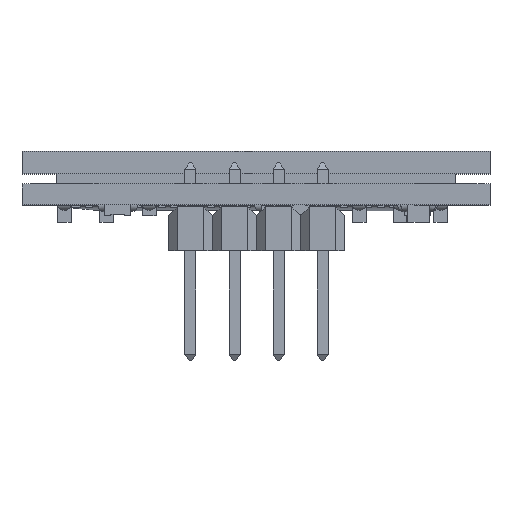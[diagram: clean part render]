
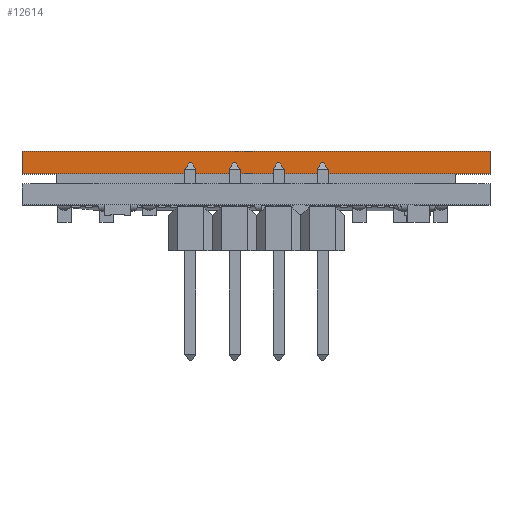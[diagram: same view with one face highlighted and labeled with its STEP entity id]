
A CAD part, top view. The second image highlights one B-rep face of the part: STEP entity #12614.
In plain terms, the highlighted planar face has unit normal (0, 0, 1).
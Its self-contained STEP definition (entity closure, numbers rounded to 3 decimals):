
#899=FACE_OUTER_BOUND('',#1623,.T.);
#1623=EDGE_LOOP('',(#10070,#10071,#10072,#10073));
#2987=LINE('',#20318,#4498);
#2992=LINE('',#20329,#4503);
#2997=LINE('',#20337,#4508);
#2998=LINE('',#20338,#4509);
#4498=VECTOR('',#15881,1.3);
#4503=VECTOR('',#15890,1.3);
#4508=VECTOR('',#15897,27.);
#4509=VECTOR('',#15898,27.);
#5789=VERTEX_POINT('',#20315);
#5790=VERTEX_POINT('',#20317);
#5793=VERTEX_POINT('',#20327);
#5794=VERTEX_POINT('',#20328);
#7300=EDGE_CURVE('',#5789,#5790,#2987,.T.);
#7305=EDGE_CURVE('',#5793,#5794,#2992,.T.);
#7310=EDGE_CURVE('',#5794,#5789,#2997,.T.);
#7311=EDGE_CURVE('',#5790,#5793,#2998,.T.);
#10070=ORIENTED_EDGE('',*,*,#7300,.F.);
#10071=ORIENTED_EDGE('',*,*,#7310,.F.);
#10072=ORIENTED_EDGE('',*,*,#7305,.F.);
#10073=ORIENTED_EDGE('',*,*,#7311,.F.);
#11857=PLANE('',#13423);
#12614=ADVANCED_FACE('',(#899),#11857,.T.);
#13423=AXIS2_PLACEMENT_3D('',#20336,#15895,#15896);
#15881=DIRECTION('',(0.,1.,0.));
#15890=DIRECTION('',(0.,-1.,0.));
#15895=DIRECTION('center_axis',(0.,0.,1.));
#15896=DIRECTION('ref_axis',(1.,0.,0.));
#15897=DIRECTION('',(-1.,0.,0.));
#15898=DIRECTION('',(1.,0.,0.));
#20315=CARTESIAN_POINT('',(-13.5,1.8,9.6));
#20317=CARTESIAN_POINT('',(-13.5,3.1,9.6));
#20318=CARTESIAN_POINT('',(-13.5,1.8,9.6));
#20327=CARTESIAN_POINT('',(13.5,3.1,9.6));
#20328=CARTESIAN_POINT('',(13.5,1.8,9.6));
#20329=CARTESIAN_POINT('',(13.5,3.1,9.6));
#20336=CARTESIAN_POINT('Origin',(-13.5,3.,9.6));
#20337=CARTESIAN_POINT('',(13.5,1.8,9.6));
#20338=CARTESIAN_POINT('',(-13.5,3.1,9.6));
